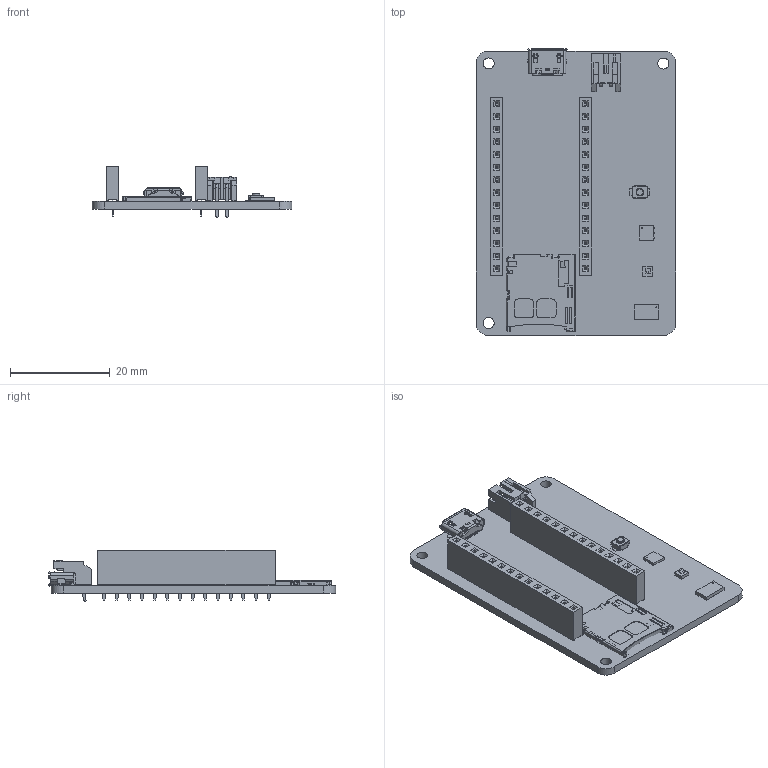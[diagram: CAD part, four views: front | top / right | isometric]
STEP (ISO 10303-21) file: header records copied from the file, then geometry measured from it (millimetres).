
FILE_DESCRIPTION(('KiCad electronic assembly'),'2;1');
FILE_NAME('PySense_v0.1.step','2019-04-25T17:31:46',('An Author'),( 'A Company'),'Open CASCADE STEP processor 6.9', 'KiCad to STEP converter','Unknown');
FILE_SCHEMA(('AUTOMOTIVE_DESIGN { 1 0 10303 214 1 1 1 1 }'));
Length unit declared in the file: millimetre
Products named in the file (18): Open CASCADE STEP translator 6.9 1; SW_SPST_B3U-1000P; SOLID; DFN-6-1EP_3x3mm_P1mm_EP1.5x2.4mm; LGA-8_3x5mm_P1.25mm; LTR-329ALS-01; COMPOUND; USB_Micro-B_Molex_47346-0001; JST_PH_S2B-PH-K_1x02_P2.00mm_Horizontal; 5025700893; PinSocket_1x14_P2.54mm_Vertical
Assembly tree (18 placements, depth 3):
  Open CASCADE STEP translator 6.9 1
    SW_SPST_B3U-1000P
      SOLID
    DFN-6-1EP_3x3mm_P1mm_EP1.5x2.4mm
      SOLID
    LGA-8_3x5mm_P1.25mm
      SOLID
    LTR-329ALS-01
      COMPOUND
    USB_Micro-B_Molex_47346-0001
      SOLID
    JST_PH_S2B-PH-K_1x02_P2.00mm_Horizontal
      SOLID
    5025700893
      COMPOUND
    PinSocket_1x14_P2.54mm_Vertical  x2
      SOLID
    COMPOUND
Bounding box: 40 x 57.53 x 10.4 mm (x, y, z)
Volume: 5259.7 mm3; surface area: 8276.1 mm2
Topology: 11 solids, 16 shells, 2843 faces, 7790 edges, 5119 vertices
Faces by surface type: plane 2251, cylinder 512, cone 42, sphere 21, torus 17
Full cylindrical faces by diameter (mm): 0.2 x2, 0.75 x2, 1 x28, 1.5 x1, 2.2 x3
Entity records: 175964 total; most frequent: CARTESIAN_POINT 33644, DIRECTION 24899, LINE 17288, VECTOR 17288, ORIENTED_EDGE 13114, PCURVE 13114, DEFINITIONAL_REPRESENTATION 13114, EDGE_CURVE 6557
